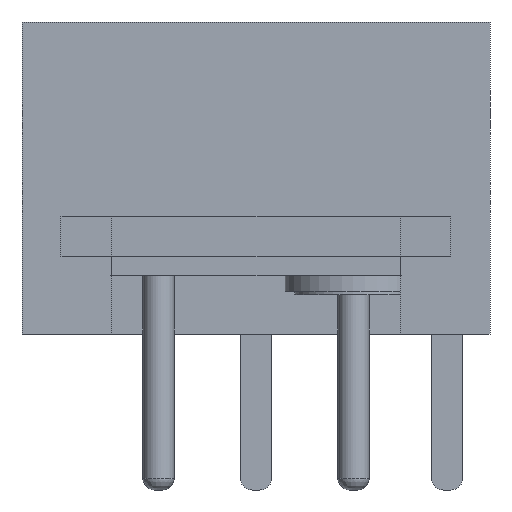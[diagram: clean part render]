
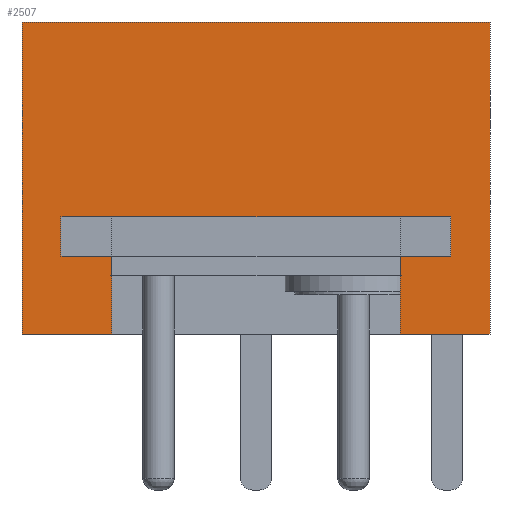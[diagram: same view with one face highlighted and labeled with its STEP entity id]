
A CAD part, front view. The second image highlights one B-rep face of the part: STEP entity #2507.
In plain terms, the highlighted planar face has unit normal (0, -1, 0).
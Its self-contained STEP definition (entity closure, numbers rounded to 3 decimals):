
#2011 = VERTEX_POINT('',#2012);
#2012 = CARTESIAN_POINT('',(0.,0.,8.));
#2020 = EDGE_CURVE('',#2021,#2011,#2023,.T.);
#2021 = VERTEX_POINT('',#2022);
#2022 = CARTESIAN_POINT('',(0.,0.,0.));
#2023 = LINE('',#2024,#2025);
#2024 = CARTESIAN_POINT('',(0.,0.,0.));
#2025 = VECTOR('',#2026,1.);
#2026 = DIRECTION('',(0.,0.,1.));
#2067 = EDGE_CURVE('',#2011,#2068,#2070,.T.);
#2068 = VERTEX_POINT('',#2069);
#2069 = CARTESIAN_POINT('',(12.,0.,8.));
#2070 = LINE('',#2071,#2072);
#2071 = CARTESIAN_POINT('',(0.,0.,8.));
#2072 = VECTOR('',#2073,1.);
#2073 = DIRECTION('',(1.,0.,0.));
#2465 = VERTEX_POINT('',#2466);
#2466 = CARTESIAN_POINT('',(2.3,0.,2.));
#2472 = EDGE_CURVE('',#2465,#2473,#2475,.T.);
#2473 = VERTEX_POINT('',#2474);
#2474 = CARTESIAN_POINT('',(2.3,0.,0.));
#2475 = LINE('',#2476,#2477);
#2476 = CARTESIAN_POINT('',(2.3,0.,0.));
#2477 = VECTOR('',#2478,1.);
#2478 = DIRECTION('',(0.,0.,-1.));
#2496 = EDGE_CURVE('',#2021,#2473,#2497,.T.);
#2497 = LINE('',#2498,#2499);
#2498 = CARTESIAN_POINT('',(0.,0.,0.));
#2499 = VECTOR('',#2500,1.);
#2500 = DIRECTION('',(1.,0.,0.));
#2507 = ADVANCED_FACE('',(#2508),#2592,.F.);
#2508 = FACE_BOUND('',#2509,.F.);
#2509 = EDGE_LOOP('',(#2510,#2511,#2512,#2513,#2521,#2529,#2537,#2545,
    #2553,#2561,#2569,#2577,#2585,#2591));
#2510 = ORIENTED_EDGE('',*,*,#2496,.F.);
#2511 = ORIENTED_EDGE('',*,*,#2020,.T.);
#2512 = ORIENTED_EDGE('',*,*,#2067,.T.);
#2513 = ORIENTED_EDGE('',*,*,#2514,.F.);
#2514 = EDGE_CURVE('',#2515,#2068,#2517,.T.);
#2515 = VERTEX_POINT('',#2516);
#2516 = CARTESIAN_POINT('',(12.,0.,0.));
#2517 = LINE('',#2518,#2519);
#2518 = CARTESIAN_POINT('',(12.,0.,0.));
#2519 = VECTOR('',#2520,1.);
#2520 = DIRECTION('',(0.,0.,1.));
#2521 = ORIENTED_EDGE('',*,*,#2522,.F.);
#2522 = EDGE_CURVE('',#2523,#2515,#2525,.T.);
#2523 = VERTEX_POINT('',#2524);
#2524 = CARTESIAN_POINT('',(9.7,0.,0.));
#2525 = LINE('',#2526,#2527);
#2526 = CARTESIAN_POINT('',(0.,0.,0.));
#2527 = VECTOR('',#2528,1.);
#2528 = DIRECTION('',(1.,0.,0.));
#2529 = ORIENTED_EDGE('',*,*,#2530,.T.);
#2530 = EDGE_CURVE('',#2523,#2531,#2533,.T.);
#2531 = VERTEX_POINT('',#2532);
#2532 = CARTESIAN_POINT('',(9.7,0.,2.));
#2533 = LINE('',#2534,#2535);
#2534 = CARTESIAN_POINT('',(9.7,0.,0.));
#2535 = VECTOR('',#2536,1.);
#2536 = DIRECTION('',(0.,0.,1.));
#2537 = ORIENTED_EDGE('',*,*,#2538,.T.);
#2538 = EDGE_CURVE('',#2531,#2539,#2541,.T.);
#2539 = VERTEX_POINT('',#2540);
#2540 = CARTESIAN_POINT('',(11.,0.,2.));
#2541 = LINE('',#2542,#2543);
#2542 = CARTESIAN_POINT('',(1.,0.,2.));
#2543 = VECTOR('',#2544,1.);
#2544 = DIRECTION('',(1.,0.,0.));
#2545 = ORIENTED_EDGE('',*,*,#2546,.T.);
#2546 = EDGE_CURVE('',#2539,#2547,#2549,.T.);
#2547 = VERTEX_POINT('',#2548);
#2548 = CARTESIAN_POINT('',(11.,0.,3.));
#2549 = LINE('',#2550,#2551);
#2550 = CARTESIAN_POINT('',(11.,0.,2.));
#2551 = VECTOR('',#2552,1.);
#2552 = DIRECTION('',(0.,0.,1.));
#2553 = ORIENTED_EDGE('',*,*,#2554,.F.);
#2554 = EDGE_CURVE('',#2555,#2547,#2557,.T.);
#2555 = VERTEX_POINT('',#2556);
#2556 = CARTESIAN_POINT('',(9.7,0.,3.));
#2557 = LINE('',#2558,#2559);
#2558 = CARTESIAN_POINT('',(1.,0.,3.));
#2559 = VECTOR('',#2560,1.);
#2560 = DIRECTION('',(1.,0.,0.));
#2561 = ORIENTED_EDGE('',*,*,#2562,.F.);
#2562 = EDGE_CURVE('',#2563,#2555,#2565,.T.);
#2563 = VERTEX_POINT('',#2564);
#2564 = CARTESIAN_POINT('',(2.3,0.,3.));
#2565 = LINE('',#2566,#2567);
#2566 = CARTESIAN_POINT('',(3.,0.,3.));
#2567 = VECTOR('',#2568,1.);
#2568 = DIRECTION('',(1.,0.,0.));
#2569 = ORIENTED_EDGE('',*,*,#2570,.F.);
#2570 = EDGE_CURVE('',#2571,#2563,#2573,.T.);
#2571 = VERTEX_POINT('',#2572);
#2572 = CARTESIAN_POINT('',(1.,0.,3.));
#2573 = LINE('',#2574,#2575);
#2574 = CARTESIAN_POINT('',(1.,0.,3.));
#2575 = VECTOR('',#2576,1.);
#2576 = DIRECTION('',(1.,0.,0.));
#2577 = ORIENTED_EDGE('',*,*,#2578,.F.);
#2578 = EDGE_CURVE('',#2579,#2571,#2581,.T.);
#2579 = VERTEX_POINT('',#2580);
#2580 = CARTESIAN_POINT('',(1.,0.,2.));
#2581 = LINE('',#2582,#2583);
#2582 = CARTESIAN_POINT('',(1.,0.,2.));
#2583 = VECTOR('',#2584,1.);
#2584 = DIRECTION('',(0.,0.,1.));
#2585 = ORIENTED_EDGE('',*,*,#2586,.T.);
#2586 = EDGE_CURVE('',#2579,#2465,#2587,.T.);
#2587 = LINE('',#2588,#2589);
#2588 = CARTESIAN_POINT('',(1.,0.,2.));
#2589 = VECTOR('',#2590,1.);
#2590 = DIRECTION('',(1.,0.,0.));
#2591 = ORIENTED_EDGE('',*,*,#2472,.T.);
#2592 = PLANE('',#2593);
#2593 = AXIS2_PLACEMENT_3D('',#2594,#2595,#2596);
#2594 = CARTESIAN_POINT('',(0.,0.,0.));
#2595 = DIRECTION('',(0.,1.,0.));
#2596 = DIRECTION('',(0.,0.,1.));
